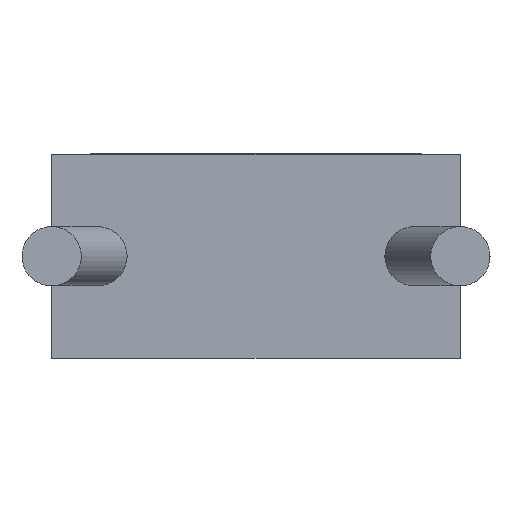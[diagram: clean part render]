
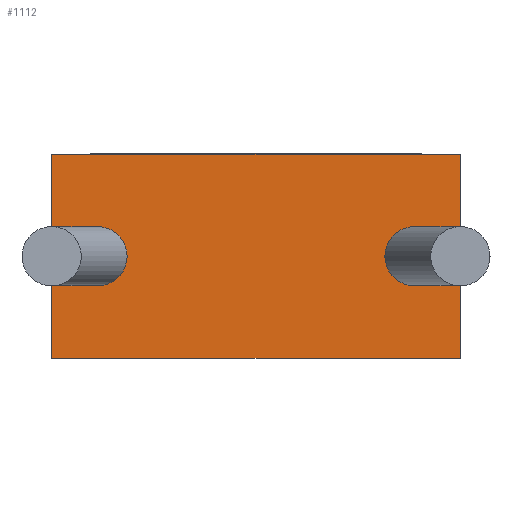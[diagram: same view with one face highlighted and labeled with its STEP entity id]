
A CAD part, front view. The second image highlights one B-rep face of the part: STEP entity #1112.
In plain terms, the highlighted planar face has unit normal (0, -1, 0).
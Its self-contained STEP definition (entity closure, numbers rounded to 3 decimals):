
#38 = DIRECTION ( 'NONE',  ( 0., 0., -1. ) ) ;
#103 = CARTESIAN_POINT ( 'NONE',  ( 0., 0., 2.54 ) ) ;
#117 = EDGE_CURVE ( 'NONE', #2471, #120, #589, .T. ) ;
#120 = VERTEX_POINT ( 'NONE', #828 ) ;
#126 = CARTESIAN_POINT ( 'NONE',  ( 0.57, 0., 0.902 ) ) ;
#141 = EDGE_LOOP ( 'NONE', ( #735, #1195 ) ) ;
#159 = AXIS2_PLACEMENT_3D ( 'NONE', #2479, #1660, #1682 ) ;
#163 = CARTESIAN_POINT ( 'NONE',  ( 0., 0., 2.54 ) ) ;
#205 = CIRCLE ( 'NONE', #947, 0.368 ) ;
#212 = FACE_BOUND ( 'NONE', #141, .T. ) ;
#240 = CARTESIAN_POINT ( 'NONE',  ( 0.57, 0., 1.27 ) ) ;
#396 = DIRECTION ( 'NONE',  ( 1., 0., 0. ) ) ;
#398 = EDGE_CURVE ( 'NONE', #1235, #835, #205, .T. ) ;
#415 = DIRECTION ( 'NONE',  ( 0., 1., 0. ) ) ;
#439 = EDGE_LOOP ( 'NONE', ( #2023, #1952 ) ) ;
#498 = VECTOR ( 'NONE', #396, 1000. ) ;
#502 = DIRECTION ( 'NONE',  ( 0., 0., -1. ) ) ;
#507 = CARTESIAN_POINT ( 'NONE',  ( 0., 0., 2.54 ) ) ;
#556 = DIRECTION ( 'NONE',  ( 0., 1., 0. ) ) ;
#589 = CIRCLE ( 'NONE', #2032, 0.368 ) ;
#593 = DIRECTION ( 'NONE',  ( 0., 0., -1. ) ) ;
#699 = CARTESIAN_POINT ( 'NONE',  ( 0., 0., 2.54 ) ) ;
#728 = VECTOR ( 'NONE', #502, 1000. ) ;
#735 = ORIENTED_EDGE ( 'NONE', *, *, #117, .T. ) ;
#767 = EDGE_CURVE ( 'NONE', #2371, #1688, #1696, .T. ) ;
#802 = DIRECTION ( 'NONE',  ( 0., -1., 0. ) ) ;
#805 = DIRECTION ( 'NONE',  ( 0., -1., 0. ) ) ;
#828 = CARTESIAN_POINT ( 'NONE',  ( 4.51, 0., 1.639 ) ) ;
#835 = VERTEX_POINT ( 'NONE', #126 ) ;
#836 = CARTESIAN_POINT ( 'NONE',  ( 0.57, 0., 1.639 ) ) ;
#844 = EDGE_CURVE ( 'NONE', #120, #2471, #1945, .T. ) ;
#877 = DIRECTION ( 'NONE',  ( 0., 0., -1. ) ) ;
#920 = VERTEX_POINT ( 'NONE', #699 ) ;
#922 = AXIS2_PLACEMENT_3D ( 'NONE', #240, #805, #593 ) ;
#924 = FACE_OUTER_BOUND ( 'NONE', #1327, .T. ) ;
#947 = AXIS2_PLACEMENT_3D ( 'NONE', #2004, #802, #38 ) ;
#1034 = VECTOR ( 'NONE', #1204, 1000. ) ;
#1066 = CARTESIAN_POINT ( 'NONE',  ( 4.51, 0., 0.902 ) ) ;
#1112 = ADVANCED_FACE ( 'NONE', ( #212, #924, #1445 ), #2413, .F. ) ;
#1195 = ORIENTED_EDGE ( 'NONE', *, *, #844, .T. ) ;
#1204 = DIRECTION ( 'NONE',  ( 1., 0., 0. ) ) ;
#1235 = VERTEX_POINT ( 'NONE', #836 ) ;
#1246 = CARTESIAN_POINT ( 'NONE',  ( 5.08, 0., 2.54 ) ) ;
#1327 = EDGE_LOOP ( 'NONE', ( #1903, #1535, #1844, #1642 ) ) ;
#1346 = VERTEX_POINT ( 'NONE', #1246 ) ;
#1418 = CARTESIAN_POINT ( 'NONE',  ( 4.51, 0., 1.27 ) ) ;
#1422 = EDGE_CURVE ( 'NONE', #920, #2371, #1793, .T. ) ;
#1445 = FACE_BOUND ( 'NONE', #439, .T. ) ;
#1535 = ORIENTED_EDGE ( 'NONE', *, *, #1890, .F. ) ;
#1636 = EDGE_CURVE ( 'NONE', #920, #1346, #2230, .T. ) ;
#1642 = ORIENTED_EDGE ( 'NONE', *, *, #1422, .T. ) ;
#1660 = DIRECTION ( 'NONE',  ( 0., 1., 0. ) ) ;
#1682 = DIRECTION ( 'NONE',  ( 0., 0., -1. ) ) ;
#1688 = VERTEX_POINT ( 'NONE', #1979 ) ;
#1696 = LINE ( 'NONE', #2391, #1034 ) ;
#1707 = CARTESIAN_POINT ( 'NONE',  ( 5.08, 0., 2.54 ) ) ;
#1793 = LINE ( 'NONE', #103, #728 ) ;
#1795 = EDGE_CURVE ( 'NONE', #835, #1235, #2043, .T. ) ;
#1844 = ORIENTED_EDGE ( 'NONE', *, *, #1636, .F. ) ;
#1890 = EDGE_CURVE ( 'NONE', #1346, #1688, #1954, .T. ) ;
#1903 = ORIENTED_EDGE ( 'NONE', *, *, #767, .T. ) ;
#1945 = CIRCLE ( 'NONE', #159, 0.368 ) ;
#1952 = ORIENTED_EDGE ( 'NONE', *, *, #398, .F. ) ;
#1954 = LINE ( 'NONE', #1707, #2400 ) ;
#1979 = CARTESIAN_POINT ( 'NONE',  ( 5.08, 0., 0. ) ) ;
#2004 = CARTESIAN_POINT ( 'NONE',  ( 0.57, 0., 1.27 ) ) ;
#2007 = CARTESIAN_POINT ( 'NONE',  ( 0., 0., 0. ) ) ;
#2023 = ORIENTED_EDGE ( 'NONE', *, *, #1795, .F. ) ;
#2024 = DIRECTION ( 'NONE',  ( 0., 0., -1. ) ) ;
#2032 = AXIS2_PLACEMENT_3D ( 'NONE', #1418, #415, #2024 ) ;
#2043 = CIRCLE ( 'NONE', #922, 0.368 ) ;
#2175 = DIRECTION ( 'NONE',  ( 0., 0., 1. ) ) ;
#2230 = LINE ( 'NONE', #163, #498 ) ;
#2264 = AXIS2_PLACEMENT_3D ( 'NONE', #507, #556, #2175 ) ;
#2371 = VERTEX_POINT ( 'NONE', #2007 ) ;
#2391 = CARTESIAN_POINT ( 'NONE',  ( 0., 0., 0. ) ) ;
#2400 = VECTOR ( 'NONE', #877, 1000. ) ;
#2413 = PLANE ( 'NONE',  #2264 ) ;
#2471 = VERTEX_POINT ( 'NONE', #1066 ) ;
#2479 = CARTESIAN_POINT ( 'NONE',  ( 4.51, 0., 1.27 ) ) ;
